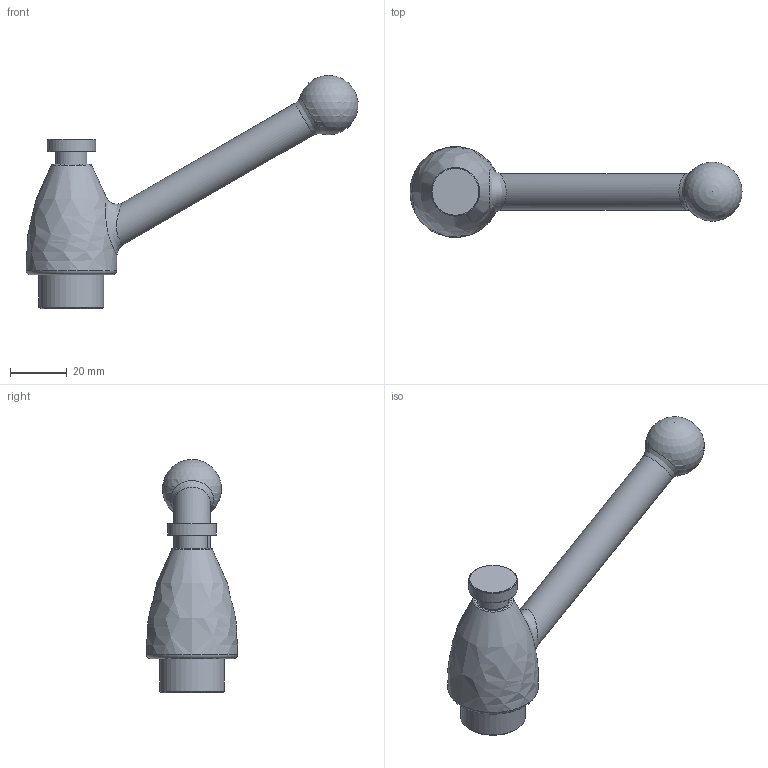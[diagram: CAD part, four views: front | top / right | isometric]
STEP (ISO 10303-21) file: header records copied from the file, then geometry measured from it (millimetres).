
FILE_DESCRIPTION( ( 'Unknown' ), '1' );
FILE_NAME( '7742070_WZ102_B_M14.stp', 'Unknown', ( 'Unknown' ), ( 'Unknown' ), 'PSStep 14.0', 'Unknown', ' ' );
FILE_SCHEMA( ( 'AUTOMOTIVE_DESIGN { 1 0 10303 214 1 1 1 1 }' ) );
Length unit declared in the file: millimetre
Products named in the file (1): 1
Bounding box: 117.5 x 32.28 x 82.5 mm (x, y, z)
Volume: 42127.2 mm3; surface area: 11296.8 mm2
Topology: 1 solids, 1 shells, 28 faces, 58 edges, 37 vertices
Faces by surface type: cylinder 9, plane 8, cone 4, bspline 3, torus 3, sphere 1
Full cylindrical faces by diameter (mm): 11 x1, 11.2 x1, 11.835 x2, 13 x1, 17 x2, 17.2 x1, 23 x1
Entity records: 3265 total; most frequent: CARTESIAN_POINT 2575, DIRECTION 98, EDGE_LOOP 54, ORIENTED_EDGE 54, AXIS2_PLACEMENT_3D 49, FACE_OUTER_BOUND 42, STYLED_ITEM 28, PRESENTATION_STYLE_ASSIGNMENT 28
